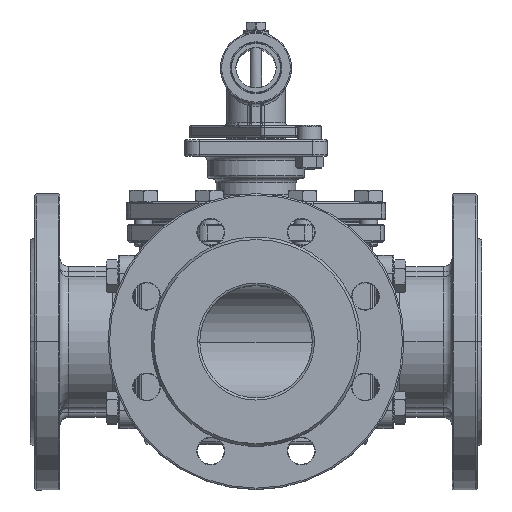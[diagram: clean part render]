
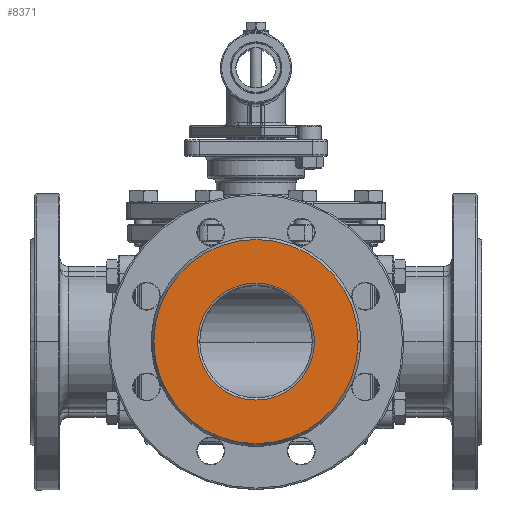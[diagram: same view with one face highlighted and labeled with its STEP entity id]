
A CAD part, top view. The second image highlights one B-rep face of the part: STEP entity #8371.
In plain terms, the highlighted planar face has unit normal (0, 0, 1).
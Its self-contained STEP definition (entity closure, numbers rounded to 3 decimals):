
#1162 = ORIENTED_EDGE ( 'NONE', *, *, #46417, .F. ) ;
#1224 = VERTEX_POINT ( 'NONE', #35946 ) ;
#1272 = ORIENTED_EDGE ( 'NONE', *, *, #81139, .T. ) ;
#1468 = ORIENTED_EDGE ( 'NONE', *, *, #81306, .F. ) ;
#1497 = VERTEX_POINT ( 'NONE', #38391 ) ;
#8371 = ADVANCED_FACE ( 'NONE', ( #85261, #46209 ), #46463, .F. ) ;
#8829 = EDGE_CURVE ( 'NONE', #1497, #1224, #65859, .T. ) ;
#18382 = VERTEX_POINT ( 'NONE', #76380 ) ;
#18568 = VERTEX_POINT ( 'NONE', #76475 ) ;
#27549 = CARTESIAN_POINT ( 'NONE',  ( 0., 0., 152.5 ) ) ;
#27552 = DIRECTION ( 'NONE',  ( 0., 0., -1. ) ) ;
#27554 = DIRECTION ( 'NONE',  ( -1., 0., 0. ) ) ;
#30444 = CIRCLE ( 'NONE', #42831, 39.5 ) ;
#30567 = CIRCLE ( 'NONE', #43062, 69. ) ;
#35946 = CARTESIAN_POINT ( 'NONE',  ( 39.5, 0., 152.5 ) ) ;
#38391 = CARTESIAN_POINT ( 'NONE',  ( -39.5, 0., 152.5 ) ) ;
#40237 = CARTESIAN_POINT ( 'NONE',  ( 0., 0., 152.5 ) ) ;
#40239 = DIRECTION ( 'NONE',  ( 0., 0., -1. ) ) ;
#40241 = DIRECTION ( 'NONE',  ( -1., 0., 0. ) ) ;
#40633 = AXIS2_PLACEMENT_3D ( 'NONE', #40237, #40239, #40241 ) ;
#42273 = AXIS2_PLACEMENT_3D ( 'NONE', #27549, #27552, #27554 ) ;
#42831 = AXIS2_PLACEMENT_3D ( 'NONE', #54819, #54821, #54823 ) ;
#43062 = AXIS2_PLACEMENT_3D ( 'NONE', #56385, #56387, #56389 ) ;
#46209 = FACE_OUTER_BOUND ( 'NONE', #79067, .T. ) ;
#46417 = EDGE_CURVE ( 'NONE', #18568, #18382, #74995, .T. ) ;
#46463 = PLANE ( 'NONE',  #67052 ) ;
#46478 = CARTESIAN_POINT ( 'NONE',  ( 0., 69., 152.5 ) ) ;
#46479 = DIRECTION ( 'NONE',  ( 0., 0., -1. ) ) ;
#46481 = DIRECTION ( 'NONE',  ( -1., 0., 0. ) ) ;
#54819 = CARTESIAN_POINT ( 'NONE',  ( 0., 0., 152.5 ) ) ;
#54821 = DIRECTION ( 'NONE',  ( 0., 0., -1. ) ) ;
#54823 = DIRECTION ( 'NONE',  ( -1., 0., 0. ) ) ;
#56385 = CARTESIAN_POINT ( 'NONE',  ( 0., 0., 152.5 ) ) ;
#56387 = DIRECTION ( 'NONE',  ( 0., 0., -1. ) ) ;
#56389 = DIRECTION ( 'NONE',  ( -1., 0., 0. ) ) ;
#65859 = CIRCLE ( 'NONE', #40633, 39.5 ) ;
#67052 = AXIS2_PLACEMENT_3D ( 'NONE', #46478, #46479, #46481 ) ;
#68610 = ORIENTED_EDGE ( 'NONE', *, *, #8829, .T. ) ;
#74995 = CIRCLE ( 'NONE', #42273, 69. ) ;
#76380 = CARTESIAN_POINT ( 'NONE',  ( 69., 0., 152.5 ) ) ;
#76475 = CARTESIAN_POINT ( 'NONE',  ( -69., 0., 152.5 ) ) ;
#79067 = EDGE_LOOP ( 'NONE', ( #1162, #1468 ) ) ;
#79068 = EDGE_LOOP ( 'NONE', ( #68610, #1272 ) ) ;
#81139 = EDGE_CURVE ( 'NONE', #1224, #1497, #30444, .T. ) ;
#81306 = EDGE_CURVE ( 'NONE', #18382, #18568, #30567, .T. ) ;
#85261 = FACE_BOUND ( 'NONE', #79068, .T. ) ;
